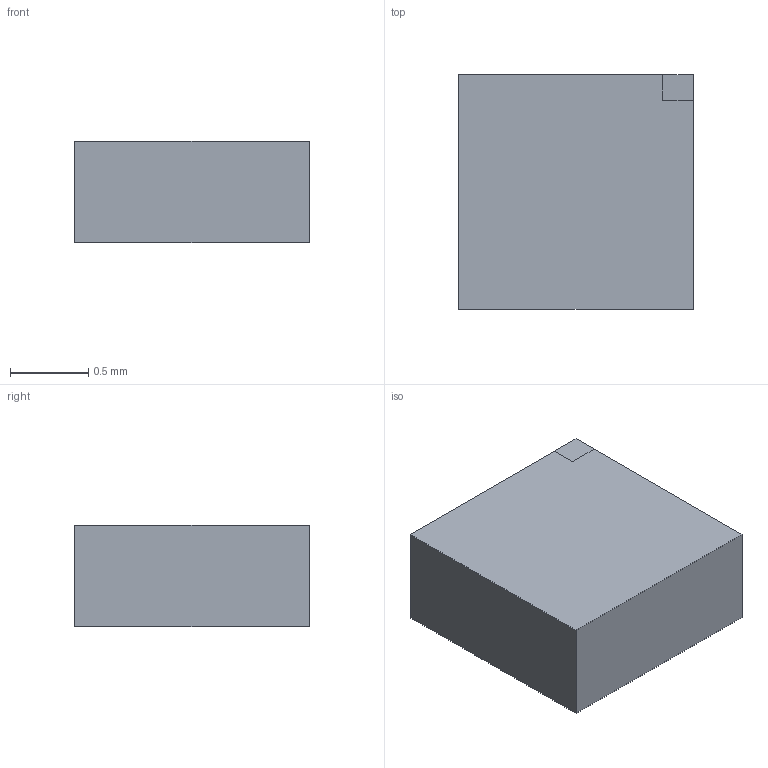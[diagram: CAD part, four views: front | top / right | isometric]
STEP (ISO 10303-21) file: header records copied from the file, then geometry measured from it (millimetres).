
FILE_DESCRIPTION(/* description */ (''),/* implementation_level */ '2;1');
FILE_NAME(/* name */ 'sk6805-1515',/* time_stamp */ '2022-01-09T12:39:29-05:00',/* author */ (''),/* organization */ (''),/* preprocessor_version */ 'ST-DEVELOPER v16.5',/* originating_system */ 'Rhino 7.13',/* authorisation */ '');
FILE_SCHEMA (('AUTOMOTIVE_DESIGN_CC2'));
Length unit declared in the file: millimetre
Products named in the file (1): Document
Bounding box: 1.5 x 1.5 x 0.65 mm (x, y, z)
Volume: 1.5 mm3; surface area: 8.9 mm2
Topology: 2 solids, 2 shells, 14 faces, 30 edges, 20 vertices
Faces by surface type: plane 14
Entity records: 357 total; most frequent: CARTESIAN_POINT 96, ORIENTED_EDGE 60, EDGE_CURVE 30, B_SPLINE_CURVE_WITH_KNOTS 30, VERTEX_POINT 20, DIRECTION 18, AXIS2_PLACEMENT_3D 16, ADVANCED_FACE 14
